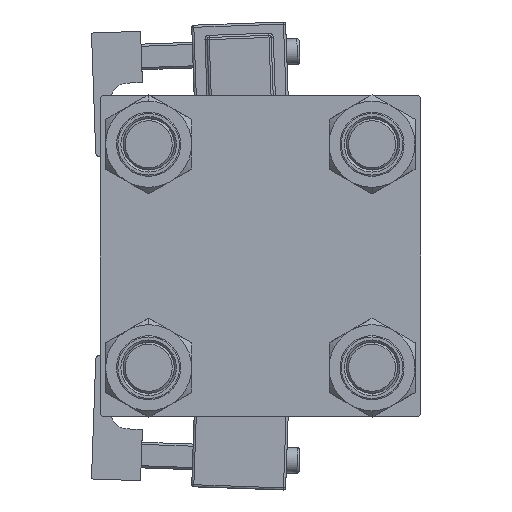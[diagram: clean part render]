
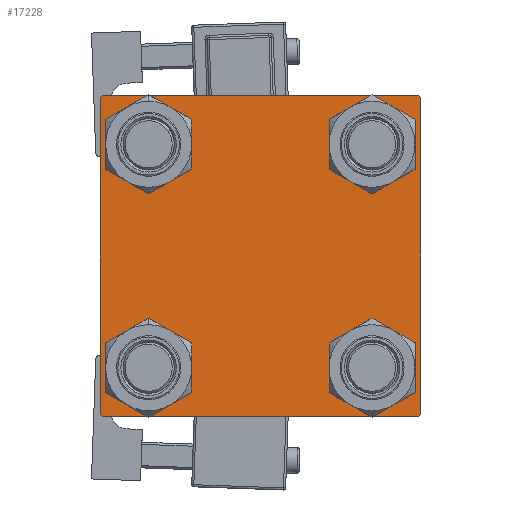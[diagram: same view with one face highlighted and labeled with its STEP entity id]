
A CAD part, left-side view. The second image highlights one B-rep face of the part: STEP entity #17228.
In plain terms, the highlighted planar face has unit normal (-1, 0, 0).
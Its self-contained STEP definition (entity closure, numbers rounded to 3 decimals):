
#742 = EDGE_CURVE ( 'NONE', #50539, #23118, #22714, .T. ) ;
#927 = LINE ( 'NONE', #46984, #18643 ) ;
#1256 = VERTEX_POINT ( 'NONE', #26378 ) ;
#1663 = CARTESIAN_POINT ( 'NONE',  ( 0., 0., 0. ) ) ;
#1975 = CARTESIAN_POINT ( 'NONE',  ( 0., 37.5, 37.5 ) ) ;
#2259 = VECTOR ( 'NONE', #13603, 1000. ) ;
#2375 = VECTOR ( 'NONE', #34949, 1000. ) ;
#2522 = EDGE_CURVE ( 'NONE', #51647, #17094, #32193, .T. ) ;
#2895 = DIRECTION ( 'NONE',  ( 1., 0., 0. ) ) ;
#3063 = EDGE_LOOP ( 'NONE', ( #41442, #24887, #21480, #39886, #12368, #16486, #10237, #7677 ) ) ;
#3220 = DIRECTION ( 'NONE',  ( 0., 0., 1. ) ) ;
#3360 = EDGE_LOOP ( 'NONE', ( #37095, #36470 ) ) ;
#3595 = CARTESIAN_POINT ( 'NONE',  ( 0., -37.5, 37. ) ) ;
#3932 = CARTESIAN_POINT ( 'NONE',  ( 0., 37., -37.5 ) ) ;
#4113 = ORIENTED_EDGE ( 'NONE', *, *, #37819, .T. ) ;
#4191 = DIRECTION ( 'NONE',  ( 0., -1., 0. ) ) ;
#4196 = AXIS2_PLACEMENT_3D ( 'NONE', #45676, #20751, #25112 ) ;
#4207 = EDGE_CURVE ( 'NONE', #32203, #51593, #40216, .T. ) ;
#4971 = DIRECTION ( 'NONE',  ( 0., -0.707, -0.707 ) ) ;
#5411 = CARTESIAN_POINT ( 'NONE',  ( 0., 37., 37.5 ) ) ;
#5582 = DIRECTION ( 'NONE',  ( 0., 0.707, 0.707 ) ) ;
#6053 = PLANE ( 'NONE',  #8763 ) ;
#6155 = CARTESIAN_POINT ( 'NONE',  ( 0., -37.5, 37.5 ) ) ;
#6613 = ORIENTED_EDGE ( 'NONE', *, *, #13567, .T. ) ;
#7677 = ORIENTED_EDGE ( 'NONE', *, *, #37024, .T. ) ;
#7833 = AXIS2_PLACEMENT_3D ( 'NONE', #26293, #16980, #21909 ) ;
#8763 = AXIS2_PLACEMENT_3D ( 'NONE', #1663, #34595, #13484 ) ;
#9365 = FACE_BOUND ( 'NONE', #11729, .T. ) ;
#9410 = LINE ( 'NONE', #1975, #28692 ) ;
#10237 = ORIENTED_EDGE ( 'NONE', *, *, #17473, .F. ) ;
#10423 = VERTEX_POINT ( 'NONE', #5411 ) ;
#10530 = DIRECTION ( 'NONE',  ( 0., 0., -1. ) ) ;
#11335 = VERTEX_POINT ( 'NONE', #28771 ) ;
#11337 = CARTESIAN_POINT ( 'NONE',  ( 0., -37., -37.5 ) ) ;
#11387 = VECTOR ( 'NONE', #10530, 1000. ) ;
#11729 = EDGE_LOOP ( 'NONE', ( #6613, #13707 ) ) ;
#12368 = ORIENTED_EDGE ( 'NONE', *, *, #2522, .F. ) ;
#13484 = DIRECTION ( 'NONE',  ( 0., 0., 1. ) ) ;
#13550 = CARTESIAN_POINT ( 'NONE',  ( 0., 26.15, 26.15 ) ) ;
#13567 = EDGE_CURVE ( 'NONE', #1256, #30719, #41492, .T. ) ;
#13603 = DIRECTION ( 'NONE',  ( 0., -0.707, 0.707 ) ) ;
#13707 = ORIENTED_EDGE ( 'NONE', *, *, #39434, .T. ) ;
#15631 = AXIS2_PLACEMENT_3D ( 'NONE', #25823, #17064, #22795 ) ;
#15854 = EDGE_CURVE ( 'NONE', #21114, #17094, #31869, .T. ) ;
#15990 = EDGE_LOOP ( 'NONE', ( #54117, #30007 ) ) ;
#16486 = ORIENTED_EDGE ( 'NONE', *, *, #22678, .T. ) ;
#16634 = CARTESIAN_POINT ( 'NONE',  ( 0., -26.15, -26.15 ) ) ;
#16980 = DIRECTION ( 'NONE',  ( 1., 0., 0. ) ) ;
#17064 = DIRECTION ( 'NONE',  ( 1., 0., 0. ) ) ;
#17094 = VERTEX_POINT ( 'NONE', #37083 ) ;
#17228 = ADVANCED_FACE ( 'NONE', ( #34328, #9365, #35394, #38960, #47186 ), #6053, .T. ) ;
#17473 = EDGE_CURVE ( 'NONE', #10423, #11335, #30427, .T. ) ;
#17608 = CARTESIAN_POINT ( 'NONE',  ( 0., 37.25, -37.25 ) ) ;
#17919 = EDGE_CURVE ( 'NONE', #37930, #51314, #24550, .T. ) ;
#18240 = LINE ( 'NONE', #47001, #2375 ) ;
#18643 = VECTOR ( 'NONE', #5582, 1000. ) ;
#19577 = CIRCLE ( 'NONE', #42336, 6.5 ) ;
#19656 = DIRECTION ( 'NONE',  ( 0., 0., 1. ) ) ;
#19712 = DIRECTION ( 'NONE',  ( 1., 0., 0. ) ) ;
#20097 = ORIENTED_EDGE ( 'NONE', *, *, #17919, .T. ) ;
#20751 = DIRECTION ( 'NONE',  ( 1., 0., 0. ) ) ;
#21114 = VERTEX_POINT ( 'NONE', #11337 ) ;
#21480 = ORIENTED_EDGE ( 'NONE', *, *, #24959, .T. ) ;
#21791 = DIRECTION ( 'NONE',  ( 0., 0., 1. ) ) ;
#21909 = DIRECTION ( 'NONE',  ( 0., 0., 1. ) ) ;
#22240 = AXIS2_PLACEMENT_3D ( 'NONE', #16634, #2895, #19656 ) ;
#22366 = CARTESIAN_POINT ( 'NONE',  ( 0., 26.15, -19.65 ) ) ;
#22500 = CIRCLE ( 'NONE', #26017, 6.5 ) ;
#22678 = EDGE_CURVE ( 'NONE', #51647, #11335, #927, .T. ) ;
#22714 = CIRCLE ( 'NONE', #52500, 6.5 ) ;
#22795 = DIRECTION ( 'NONE',  ( 0., 0., 1. ) ) ;
#23118 = VERTEX_POINT ( 'NONE', #24617 ) ;
#24280 = EDGE_CURVE ( 'NONE', #51593, #32203, #19577, .T. ) ;
#24430 = DIRECTION ( 'NONE',  ( 1., 0., 0. ) ) ;
#24514 = LINE ( 'NONE', #49443, #32723 ) ;
#24550 = CIRCLE ( 'NONE', #42073, 6.5 ) ;
#24617 = CARTESIAN_POINT ( 'NONE',  ( 0., 26.15, 19.65 ) ) ;
#24887 = ORIENTED_EDGE ( 'NONE', *, *, #39371, .T. ) ;
#24959 = EDGE_CURVE ( 'NONE', #30515, #21114, #24514, .T. ) ;
#25112 = DIRECTION ( 'NONE',  ( 0., 0., 1. ) ) ;
#25823 = CARTESIAN_POINT ( 'NONE',  ( 0., -26.15, -26.15 ) ) ;
#26017 = AXIS2_PLACEMENT_3D ( 'NONE', #32101, #24430, #49353 ) ;
#26116 = EDGE_LOOP ( 'NONE', ( #20097, #4113 ) ) ;
#26293 = CARTESIAN_POINT ( 'NONE',  ( 0., -26.15, 26.15 ) ) ;
#26378 = CARTESIAN_POINT ( 'NONE',  ( 0., -26.15, -19.65 ) ) ;
#27798 = VERTEX_POINT ( 'NONE', #28885 ) ;
#28047 = VERTEX_POINT ( 'NONE', #50156 ) ;
#28476 = CARTESIAN_POINT ( 'NONE',  ( 0., -26.15, 26.15 ) ) ;
#28692 = VECTOR ( 'NONE', #38471, 1000. ) ;
#28771 = CARTESIAN_POINT ( 'NONE',  ( 0., -37., 37.5 ) ) ;
#28885 = CARTESIAN_POINT ( 'NONE',  ( 0., 37.5, -37. ) ) ;
#30007 = ORIENTED_EDGE ( 'NONE', *, *, #4207, .T. ) ;
#30427 = LINE ( 'NONE', #35320, #38537 ) ;
#30515 = VERTEX_POINT ( 'NONE', #3932 ) ;
#30719 = VERTEX_POINT ( 'NONE', #31327 ) ;
#31327 = CARTESIAN_POINT ( 'NONE',  ( 0., -26.15, -32.65 ) ) ;
#31869 = LINE ( 'NONE', #51145, #2259 ) ;
#32101 = CARTESIAN_POINT ( 'NONE',  ( 0., 26.15, 26.15 ) ) ;
#32193 = LINE ( 'NONE', #6155, #11387 ) ;
#32203 = VERTEX_POINT ( 'NONE', #33093 ) ;
#32723 = VECTOR ( 'NONE', #4191, 1000. ) ;
#33093 = CARTESIAN_POINT ( 'NONE',  ( 0., -26.15, 19.65 ) ) ;
#33957 = CIRCLE ( 'NONE', #4196, 6.5 ) ;
#34326 = LINE ( 'NONE', #17608, #38410 ) ;
#34328 = FACE_BOUND ( 'NONE', #15990, .T. ) ;
#34595 = DIRECTION ( 'NONE',  ( -1., 0., 0. ) ) ;
#34949 = DIRECTION ( 'NONE',  ( 0., 0.707, -0.707 ) ) ;
#35320 = CARTESIAN_POINT ( 'NONE',  ( 0., 37.5, 37.5 ) ) ;
#35394 = FACE_BOUND ( 'NONE', #26116, .T. ) ;
#35476 = CARTESIAN_POINT ( 'NONE',  ( 0., 26.15, -26.15 ) ) ;
#35659 = EDGE_CURVE ( 'NONE', #23118, #50539, #22500, .T. ) ;
#35968 = CARTESIAN_POINT ( 'NONE',  ( 0., 26.15, 32.65 ) ) ;
#36470 = ORIENTED_EDGE ( 'NONE', *, *, #35659, .T. ) ;
#37024 = EDGE_CURVE ( 'NONE', #10423, #28047, #18240, .T. ) ;
#37083 = CARTESIAN_POINT ( 'NONE',  ( 0., -37.5, -37. ) ) ;
#37095 = ORIENTED_EDGE ( 'NONE', *, *, #742, .T. ) ;
#37819 = EDGE_CURVE ( 'NONE', #51314, #37930, #33957, .T. ) ;
#37930 = VERTEX_POINT ( 'NONE', #22366 ) ;
#38021 = DIRECTION ( 'NONE',  ( 0., 0., 1. ) ) ;
#38216 = DIRECTION ( 'NONE',  ( 1., 0., 0. ) ) ;
#38352 = DIRECTION ( 'NONE',  ( 0., -1., 0. ) ) ;
#38410 = VECTOR ( 'NONE', #4971, 1000. ) ;
#38471 = DIRECTION ( 'NONE',  ( 0., 0., -1. ) ) ;
#38537 = VECTOR ( 'NONE', #38352, 1000. ) ;
#38960 = FACE_BOUND ( 'NONE', #3360, .T. ) ;
#39371 = EDGE_CURVE ( 'NONE', #27798, #30515, #34326, .T. ) ;
#39434 = EDGE_CURVE ( 'NONE', #30719, #1256, #43646, .T. ) ;
#39886 = ORIENTED_EDGE ( 'NONE', *, *, #15854, .T. ) ;
#40216 = CIRCLE ( 'NONE', #7833, 6.5 ) ;
#41442 = ORIENTED_EDGE ( 'NONE', *, *, #49119, .T. ) ;
#41492 = CIRCLE ( 'NONE', #22240, 6.5 ) ;
#42073 = AXIS2_PLACEMENT_3D ( 'NONE', #35476, #47782, #38021 ) ;
#42336 = AXIS2_PLACEMENT_3D ( 'NONE', #28476, #19712, #3220 ) ;
#43646 = CIRCLE ( 'NONE', #15631, 6.5 ) ;
#45676 = CARTESIAN_POINT ( 'NONE',  ( 0., 26.15, -26.15 ) ) ;
#46984 = CARTESIAN_POINT ( 'NONE',  ( 0., -37.25, 37.25 ) ) ;
#47001 = CARTESIAN_POINT ( 'NONE',  ( 0., 37.25, 37.25 ) ) ;
#47186 = FACE_OUTER_BOUND ( 'NONE', #3063, .T. ) ;
#47782 = DIRECTION ( 'NONE',  ( 1., 0., 0. ) ) ;
#48833 = CARTESIAN_POINT ( 'NONE',  ( 0., -26.15, 32.65 ) ) ;
#49119 = EDGE_CURVE ( 'NONE', #28047, #27798, #9410, .T. ) ;
#49353 = DIRECTION ( 'NONE',  ( 0., 0., 1. ) ) ;
#49443 = CARTESIAN_POINT ( 'NONE',  ( 0., 37.5, -37.5 ) ) ;
#50156 = CARTESIAN_POINT ( 'NONE',  ( 0., 37.5, 37. ) ) ;
#50539 = VERTEX_POINT ( 'NONE', #35968 ) ;
#50808 = CARTESIAN_POINT ( 'NONE',  ( 0., 26.15, -32.65 ) ) ;
#51145 = CARTESIAN_POINT ( 'NONE',  ( 0., -37.25, -37.25 ) ) ;
#51314 = VERTEX_POINT ( 'NONE', #50808 ) ;
#51593 = VERTEX_POINT ( 'NONE', #48833 ) ;
#51647 = VERTEX_POINT ( 'NONE', #3595 ) ;
#52500 = AXIS2_PLACEMENT_3D ( 'NONE', #13550, #38216, #21791 ) ;
#54117 = ORIENTED_EDGE ( 'NONE', *, *, #24280, .T. ) ;
